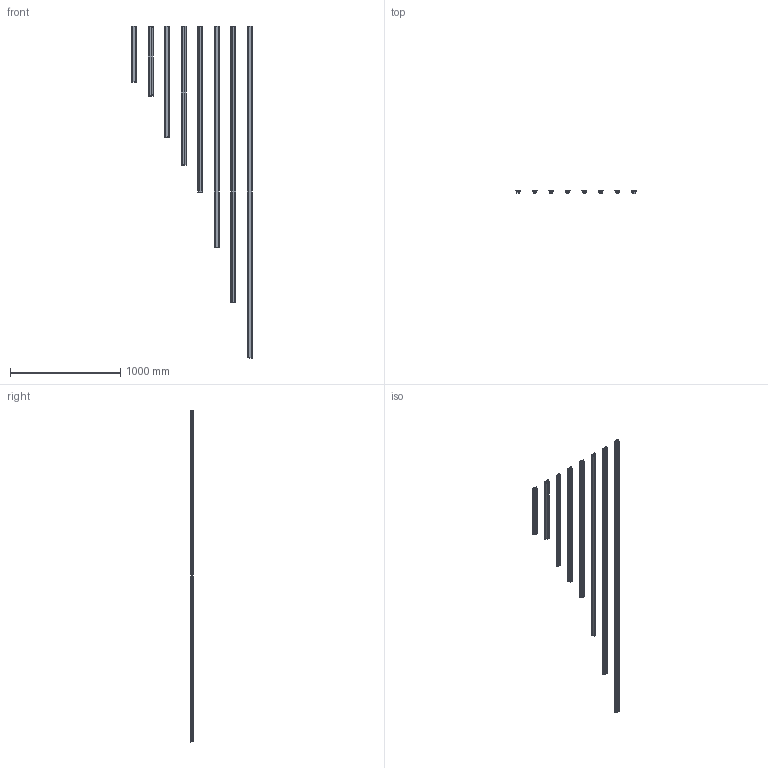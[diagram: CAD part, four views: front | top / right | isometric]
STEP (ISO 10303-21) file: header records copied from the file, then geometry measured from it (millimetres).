
FILE_DESCRIPTION (( 'STEP AP214' ), '1' );
FILE_NAME ('3525in v1-0 FULL MOD.STEP', '2020-07-06T10:43:18', ( '' ), ( '' ), 'SwSTEP 2.0', 'SolidWorks 2018', '' );
FILE_SCHEMA (( 'AUTOMOTIVE_DESIGN' ));
Length unit declared in the file: millimetre
Products named in the file (28): 3525in v1-0 FULL MOD; 3525in v1-0_2500; 3525in v1-0_2000; 3525in v1-0 ASSEMBLY_2000; 3525in v1-0 ASSEMBLY_2500; 3525in v1-0 ASSEMBLY_1000; 3525in v1-0_500; 3525in v1-0_1000; COVER-35_3000; 3525in v1-0_625; COVER-35_2500; COVER-35_1000; COVER-35_1500; COVER-35_500; COVER-35_1250; 3525in v1-0_諘蜱齁罻; 3525in v1-0 ASSEMBLY_500; 3525in v1-0 ASSEMBLY_1500; 3525in v1-0 ASSEMBLY_1250; hexa csunk flathd screw_iso_ISO 14581 M2x4x4-N; 3525in v1-0_1250; 3525in v1-0_1500; 3525in v1-0 ASSEMBLY_625; Çåðêàëüíî îòðàçèòü3525in v1-0_çàãëóøêà; COVER-35_625; 3525in v1-0 ASSEMBLY_3000; COVER-35_2000; 3525in v1-0_3000
Assembly tree (72 placements, depth 3):
  3525in v1-0 FULL MOD
    3525in v1-0 ASSEMBLY_500
      COVER-35_500
      3525in v1-0_500
      3525in v1-0_諘蜱齁罻
      Çåðêàëüíî îòðàçèòü3525in v1-0_çàãëóøêà
      hexa csunk flathd screw_iso_ISO 14581 M2x4x4-N  x4
    3525in v1-0 ASSEMBLY_625
      COVER-35_625
      3525in v1-0_625
      3525in v1-0_諘蜱齁罻
      Çåðêàëüíî îòðàçèòü3525in v1-0_çàãëóøêà
      hexa csunk flathd screw_iso_ISO 14581 M2x4x4-N  x4
    3525in v1-0 ASSEMBLY_1000
      COVER-35_1000
      3525in v1-0_1000
      3525in v1-0_諘蜱齁罻
      Çåðêàëüíî îòðàçèòü3525in v1-0_çàãëóøêà
      hexa csunk flathd screw_iso_ISO 14581 M2x4x4-N  x4
    3525in v1-0 ASSEMBLY_1250
      COVER-35_1250
      3525in v1-0_1250
      3525in v1-0_諘蜱齁罻
      Çåðêàëüíî îòðàçèòü3525in v1-0_çàãëóøêà
      hexa csunk flathd screw_iso_ISO 14581 M2x4x4-N  x4
    3525in v1-0 ASSEMBLY_1500
      COVER-35_1500
      3525in v1-0_1500
      3525in v1-0_諘蜱齁罻
      Çåðêàëüíî îòðàçèòü3525in v1-0_çàãëóøêà
      hexa csunk flathd screw_iso_ISO 14581 M2x4x4-N  x4
    3525in v1-0 ASSEMBLY_2000
      COVER-35_2000
      3525in v1-0_2000
      3525in v1-0_諘蜱齁罻
      Çåðêàëüíî îòðàçèòü3525in v1-0_çàãëóøêà
      hexa csunk flathd screw_iso_ISO 14581 M2x4x4-N  x4
    3525in v1-0 ASSEMBLY_2500
      COVER-35_2500
      3525in v1-0_2500
      3525in v1-0_諘蜱齁罻
      Çåðêàëüíî îòðàçèòü3525in v1-0_çàãëóøêà
      hexa csunk flathd screw_iso_ISO 14581 M2x4x4-N  x4
    3525in v1-0 ASSEMBLY_3000
      COVER-35_3000
      3525in v1-0_3000
      3525in v1-0_諘蜱齁罻
      Çåðêàëüíî îòðàçèòü3525in v1-0_çàãëóøêà
      hexa csunk flathd screw_iso_ISO 14581 M2x4x4-N  x4
Bounding box: 1095 x 25 x 3011 mm (x, y, z)
Volume: 2303077.7 mm3; surface area: 3418566.7 mm2
Topology: 64 solids, 64 shells, 10568 faces, 29688 edges, 19712 vertices
Faces by surface type: bspline 6496, plane 3000, cylinder 944, cone 128
Full cylindrical faces by diameter (mm): 2 x32, 2.2 x32, 3.8 x32
Entity records: 74572 total; most frequent: CARTESIAN_POINT 21502, ORIENTED_EDGE 10638, DIRECTION 6676, EDGE_CURVE 5319, VERTEX_POINT 3549, VECTOR 3006, LINE 3006, EDGE_LOOP 1974
